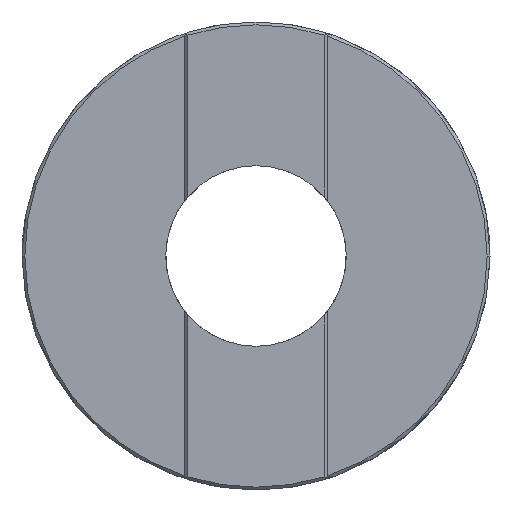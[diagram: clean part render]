
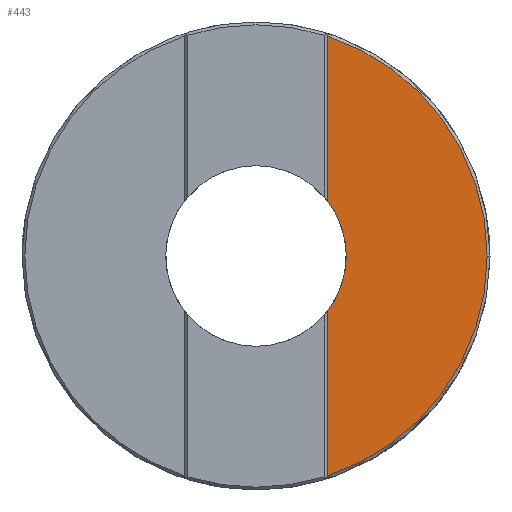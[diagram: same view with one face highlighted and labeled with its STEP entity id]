
A CAD part, left-side view. The second image highlights one B-rep face of the part: STEP entity #443.
In plain terms, the highlighted planar face has unit normal (-1, 0, 0).
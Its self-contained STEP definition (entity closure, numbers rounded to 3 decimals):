
#20 = FACE_OUTER_BOUND ( 'NONE', #1841, .T. ) ;
#40 = AXIS2_PLACEMENT_3D ( 'NONE', #1857, #1800, #1782 ) ;
#146 = AXIS2_PLACEMENT_3D ( 'NONE', #639, #629, #644 ) ;
#169 = CARTESIAN_POINT ( 'NONE',  ( 32.994, -6.261, -19.331 ) ) ;
#251 = DIRECTION ( 'NONE',  ( 0., 0., 1. ) ) ;
#443 = ADVANCED_FACE ( 'NONE', ( #20 ), #634, .T. ) ;
#522 = CARTESIAN_POINT ( 'NONE',  ( 32.994, -6.261, -19.331 ) ) ;
#623 = EDGE_CURVE ( 'NONE', #1293, #1237, #1838, .T. ) ;
#629 = DIRECTION ( 'NONE',  ( -1., 0., 0. ) ) ;
#634 = PLANE ( 'NONE',  #146 ) ;
#638 = DIRECTION ( 'NONE',  ( 0., 0., 1. ) ) ;
#639 = CARTESIAN_POINT ( 'NONE',  ( 32.994, 0., 0. ) ) ;
#644 = DIRECTION ( 'NONE',  ( 0., -1., 0. ) ) ;
#734 = ORIENTED_EDGE ( 'NONE', *, *, #1253, .F. ) ;
#746 = ORIENTED_EDGE ( 'NONE', *, *, #1145, .F. ) ;
#750 = ORIENTED_EDGE ( 'NONE', *, *, #1103, .F. ) ;
#751 = ORIENTED_EDGE ( 'NONE', *, *, #623, .T. ) ;
#757 = ORIENTED_EDGE ( 'NONE', *, *, #1256, .T. ) ;
#758 = VERTEX_POINT ( 'NONE', #1097 ) ;
#871 = CARTESIAN_POINT ( 'NONE',  ( 32.994, -20.32, 0. ) ) ;
#886 = CARTESIAN_POINT ( 'NONE',  ( 32.994, -6.261, 19.331 ) ) ;
#987 = VERTEX_POINT ( 'NONE', #1704 ) ;
#1029 = CARTESIAN_POINT ( 'NONE',  ( 32.994, 0., 0. ) ) ;
#1032 = DIRECTION ( 'NONE',  ( -1., 0., 0. ) ) ;
#1035 = DIRECTION ( 'NONE',  ( 0., 1., 0. ) ) ;
#1045 = DIRECTION ( 'NONE',  ( 0., -1., 0. ) ) ;
#1052 = CARTESIAN_POINT ( 'NONE',  ( 32.994, 0., 0. ) ) ;
#1063 = DIRECTION ( 'NONE',  ( -1., 0., 0. ) ) ;
#1097 = CARTESIAN_POINT ( 'NONE',  ( 32.994, -6.261, 4.879 ) ) ;
#1103 = EDGE_CURVE ( 'NONE', #1293, #987, #1457, .T. ) ;
#1134 = VERTEX_POINT ( 'NONE', #886 ) ;
#1145 = EDGE_CURVE ( 'NONE', #987, #758, #1404, .T. ) ;
#1235 = VECTOR ( 'NONE', #251, 1000. ) ;
#1236 = CIRCLE ( 'NONE', #1403, 20.32 ) ;
#1237 = VERTEX_POINT ( 'NONE', #871 ) ;
#1238 = LINE ( 'NONE', #1878, #1235 ) ;
#1253 = EDGE_CURVE ( 'NONE', #758, #1134, #1238, .T. ) ;
#1256 = EDGE_CURVE ( 'NONE', #1237, #1134, #1236, .T. ) ;
#1293 = VERTEX_POINT ( 'NONE', #169 ) ;
#1403 = AXIS2_PLACEMENT_3D ( 'NONE', #1052, #1063, #1045 ) ;
#1404 = CIRCLE ( 'NONE', #1681, 7.938 ) ;
#1448 = VECTOR ( 'NONE', #638, 1000. ) ;
#1457 = LINE ( 'NONE', #522, #1448 ) ;
#1681 = AXIS2_PLACEMENT_3D ( 'NONE', #1029, #1032, #1035 ) ;
#1704 = CARTESIAN_POINT ( 'NONE',  ( 32.994, -6.261, -4.879 ) ) ;
#1782 = DIRECTION ( 'NONE',  ( 0., -1., 0. ) ) ;
#1800 = DIRECTION ( 'NONE',  ( -1., 0., 0. ) ) ;
#1838 = CIRCLE ( 'NONE', #40, 20.32 ) ;
#1841 = EDGE_LOOP ( 'NONE', ( #734, #746, #750, #751, #757 ) ) ;
#1857 = CARTESIAN_POINT ( 'NONE',  ( 32.994, 0., 0. ) ) ;
#1878 = CARTESIAN_POINT ( 'NONE',  ( 32.994, -6.261, -19.331 ) ) ;
